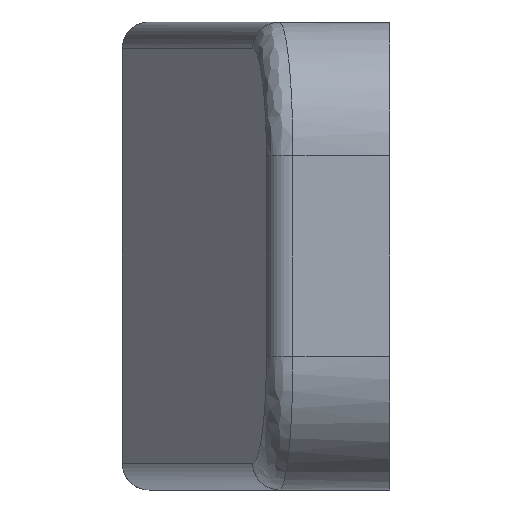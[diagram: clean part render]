
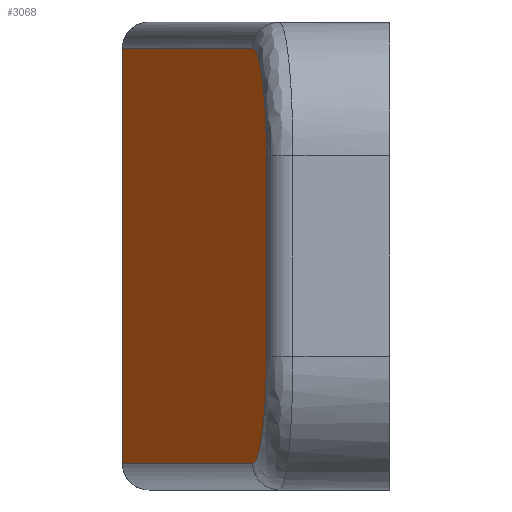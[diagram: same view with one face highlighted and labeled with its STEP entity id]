
A CAD part, left-side view. The second image highlights one B-rep face of the part: STEP entity #3068.
In plain terms, the highlighted planar face has unit normal (-0.128, 0.992, 0).
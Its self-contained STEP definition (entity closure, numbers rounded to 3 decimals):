
#500=DIRECTION('',(0.,0.,-1.));
#501=VECTOR('',#500,62.);
#502=CARTESIAN_POINT('',(-129.,40.,31.));
#503=LINE('',#502,#501);
#691=DIRECTION('',(-0.992,-0.128,0.));
#692=VECTOR('',#691,152.759);
#693=CARTESIAN_POINT('',(-129.,40.,31.));
#694=LINE('',#693,#692);
#695=CARTESIAN_POINT('',(-280.51,20.507,31.));
#696=CARTESIAN_POINT('',(-281.778,20.344,31.));
#697=CARTESIAN_POINT('',(-284.218,20.03,30.705));
#698=CARTESIAN_POINT('',(-287.627,19.592,29.48));
#699=CARTESIAN_POINT('',(-290.692,19.198,27.526));
#700=CARTESIAN_POINT('',(-293.259,18.867,24.881));
#701=CARTESIAN_POINT('',(-295.027,18.64,21.996));
#702=CARTESIAN_POINT('',(-296.193,18.49,18.774));
#703=CARTESIAN_POINT('',(-296.51,18.449,16.306));
#704=CARTESIAN_POINT('',(-296.51,18.449,15.));
#706=DIRECTION('',(0.,0.,-1.));
#707=VECTOR('',#706,30.);
#708=CARTESIAN_POINT('',(-296.51,18.449,15.));
#709=LINE('',#708,#707);
#710=CARTESIAN_POINT('',(-296.51,18.449,-15.));
#711=CARTESIAN_POINT('',(-296.51,18.449,-16.256));
#712=CARTESIAN_POINT('',(-296.22,18.486,-18.678));
#713=CARTESIAN_POINT('',(-295.01,18.642,-22.074));
#714=CARTESIAN_POINT('',(-293.069,18.892,-25.14));
#715=CARTESIAN_POINT('',(-290.432,19.231,-27.719));
#716=CARTESIAN_POINT('',(-287.538,19.603,-29.503));
#717=CARTESIAN_POINT('',(-284.3,20.02,-30.68));
#718=CARTESIAN_POINT('',(-281.822,20.339,-31.));
#719=CARTESIAN_POINT('',(-280.51,20.507,-31.));
#721=DIRECTION('',(0.992,0.128,0.));
#722=VECTOR('',#721,152.759);
#723=CARTESIAN_POINT('',(-280.51,20.507,-31.));
#724=LINE('',#723,#722);
#1845=CARTESIAN_POINT('',(-129.,40.,31.));
#1847=VERTEX_POINT('',#1845);
#1867=CARTESIAN_POINT('',(-129.,40.,-31.));
#1868=VERTEX_POINT('',#1867);
#1871=CARTESIAN_POINT('',(-280.51,20.507,31.));
#1872=VERTEX_POINT('',#1871);
#1874=VERTEX_POINT('',#704);
#1877=CARTESIAN_POINT('',(-296.51,18.449,-15.));
#1878=VERTEX_POINT('',#1877);
#1880=VERTEX_POINT('',#719);
#3054=CARTESIAN_POINT('',(-300.,18.,35.));
#3055=DIRECTION('',(0.128,-0.992,0.));
#3056=DIRECTION('',(0.992,0.128,0.));
#3057=AXIS2_PLACEMENT_3D('',#3054,#3055,#3056);
#3058=PLANE('',#3057);
#3060=ORIENTED_EDGE('',*,*,#3059,.T.);
#3061=ORIENTED_EDGE('',*,*,#2942,.T.);
#3062=ORIENTED_EDGE('',*,*,#2958,.T.);
#3063=ORIENTED_EDGE('',*,*,#3034,.T.);
#3064=ORIENTED_EDGE('',*,*,#3045,.T.);
#3065=ORIENTED_EDGE('',*,*,#2762,.F.);
#3066=EDGE_LOOP('',(#3060,#3061,#3062,#3063,#3064,#3065));
#3067=FACE_OUTER_BOUND('',#3066,.F.);
#3068=ADVANCED_FACE('',(#3067),#3058,.F.);
#705=B_SPLINE_CURVE_WITH_KNOTS('',3,(#695,#696,#697,#698,#699,#700,#701,#702,
#703,#704),.UNSPECIFIED.,.F.,.F.,(4,1,1,1,1,1,1,4),(0.,0.143,
0.286,0.429,0.571,0.714,
0.857,1.),.UNSPECIFIED.);
#720=B_SPLINE_CURVE_WITH_KNOTS('',3,(#710,#711,#712,#713,#714,#715,#716,#717,
#718,#719),.UNSPECIFIED.,.F.,.F.,(4,1,1,1,1,1,1,4),(0.,0.143,
0.286,0.429,0.571,0.714,
0.857,1.),.UNSPECIFIED.);
#2762=EDGE_CURVE('',#1847,#1868,#503,.T.);
#2942=EDGE_CURVE('',#1872,#1874,#705,.T.);
#2958=EDGE_CURVE('',#1874,#1878,#709,.T.);
#3034=EDGE_CURVE('',#1878,#1880,#720,.T.);
#3045=EDGE_CURVE('',#1880,#1868,#724,.T.);
#3059=EDGE_CURVE('',#1847,#1872,#694,.T.);
